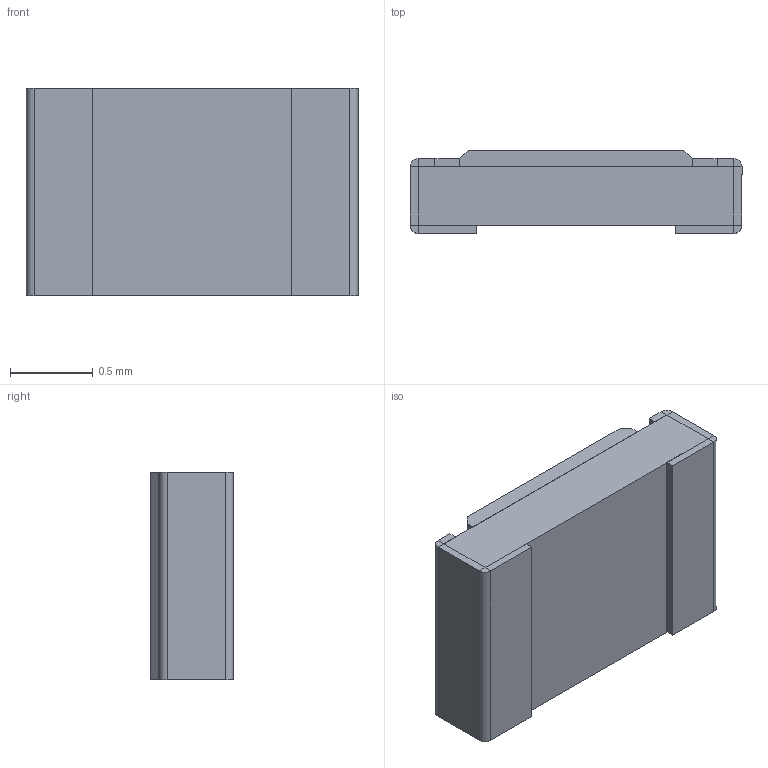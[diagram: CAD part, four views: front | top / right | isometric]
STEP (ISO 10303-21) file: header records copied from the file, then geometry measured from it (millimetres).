
FILE_DESCRIPTION (( 'STEP AP214' ), '1' );
FILE_NAME ('CR0805-2002.STEP', '2023-12-15T12:47:50', ( '' ), ( '' ), 'SwSTEP 2.0', 'SolidWorks 2023', '' );
FILE_SCHEMA (( 'AUTOMOTIVE_DESIGN' ));
Length unit declared in the file: millimetre
Products named in the file (1): CR0805-2002
Bounding box: 2 x 0.5 x 1.25 mm (x, y, z)
Volume: 1.1 mm3; surface area: 16.5 mm2
Topology: 4 solids, 4 shells, 110 faces, 256 edges, 160 vertices
Faces by surface type: plane 72, bspline 34, cylinder 4
Entity records: 6232 total; most frequent: CARTESIAN_POINT 2705, ORIENTED_EDGE 512, DIRECTION 350, EDGE_CURVE 256, VECTOR 180, LINE 180, VERTEX_POINT 160, EDGE_LOOP 116
